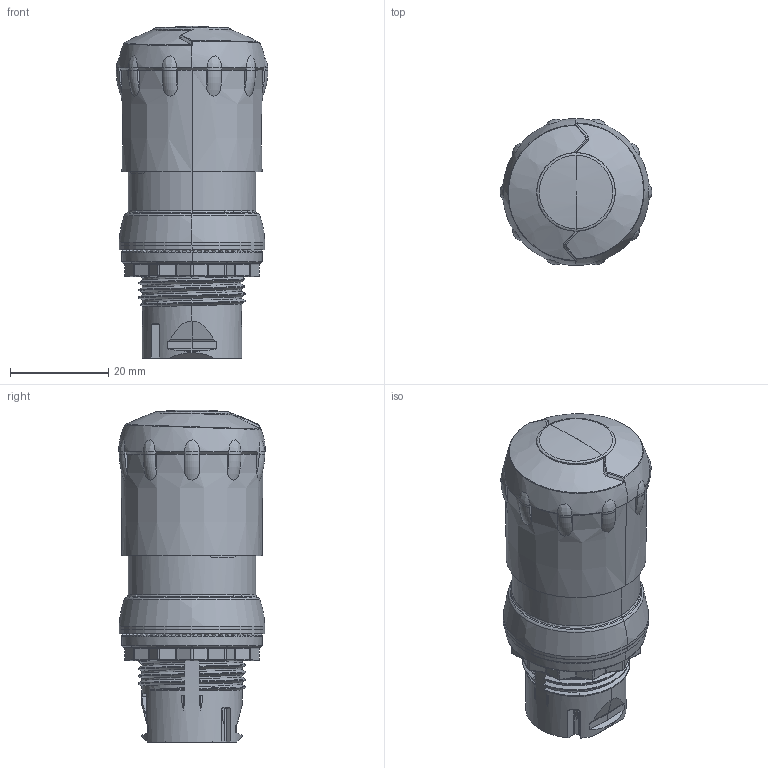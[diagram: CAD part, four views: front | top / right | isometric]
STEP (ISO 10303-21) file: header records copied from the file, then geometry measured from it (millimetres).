
FILE_DESCRIPTION((''),'2;1');
FILE_NAME('40359-452-30MM_ASM_2_ASM','2013-03-21T',('wwhu'),('Rockwell Automation'),'PRO/ENGINEER BY PARAMETRIC TECHNOLOGY CORPORATION, 2010140','PRO/ENGINEER BY PARAMETRIC TECHNOLOGY CORPORATION, 2010140','');
FILE_SCHEMA(('CONFIG_CONTROL_DESIGN'));
Length unit declared in the file: millimetre
Products named in the file (7): 40359-032-01_1; 40359-038_1; 40359-037_1; 40359-033_1; 40359-031_6; 40359-067_1; 40359-452-30MM_ASM_2_ASM
Assembly tree (6 placements, depth 2):
  40359-452-30MM_ASM_2_ASM
    40359-032-01_1
    40359-038_1
    40359-037_1
    40359-033_1
    40359-031_6
    40359-067_1
Bounding box: 30.85 x 29.85 x 67.5 mm (x, y, z)
Volume: 53070.1 mm3; surface area: 18118.8 mm2
Topology: 6 solids, 7 shells, 1103 faces, 2994 edges, 1882 vertices
Faces by surface type: plane 325, bspline 254, torus 172, cylinder 163, cone 160, sphere 24, extrusion 3, revolution 2
Entity records: 45661 total; most frequent: CARTESIAN_POINT 19922, ORIENTED_EDGE 5934, DIRECTION 4659, EDGE_CURVE 2967, VERTEX_POINT 1882, AXIS2_PLACEMENT_3D 1854, EDGE_LOOP 1123, FACE_OUTER_BOUND 1103
